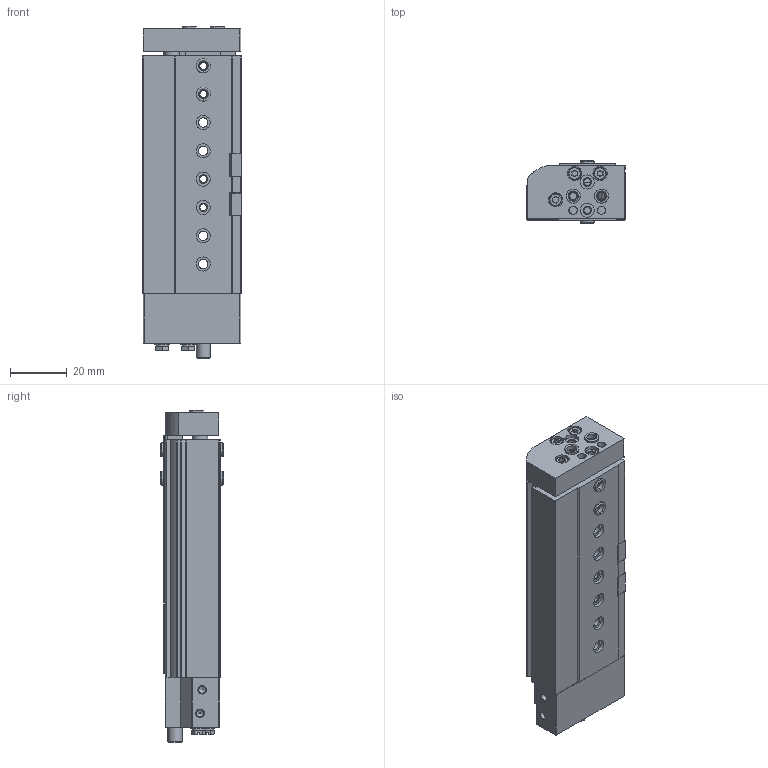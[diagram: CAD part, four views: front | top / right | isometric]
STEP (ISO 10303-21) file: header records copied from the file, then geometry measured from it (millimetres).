
FILE_DESCRIPTION(/* description */ ('STEP AP214'),/* implementation_level */ '2;1');
FILE_NAME(/* name */ '570164_DGSL-6-40-EA',/* time_stamp */ '2024-08-16T03:50:59+02:00',/* author */ ('License CC BY-ND 4.0'),/* organization */ ('CADENAS'),/* preprocessor_version */ 'ST-DEVELOPER v19.3',/* originating_system */ 'PARTsolutions',/* authorisation */ ' ');
FILE_SCHEMA (('AUTOMOTIVE_DESIGN {1 0 10303 214 3 1 1}'));
Length unit declared in the file: millimetre
Products named in the file (8): 570164 DGSL-6-40-EA---(0); DGSL-6---(40-0-0-40-zr); 1184644 DYEF-S-M5-Y1; 30979 B-M3-S9; 686783 DGSL-6-AS; 686799 DGSL-6-AS; DGSL-6---(40-0-JP); 8146543 ZBH-5-B
Assembly tree (14 placements, depth 2):
  570164 DGSL-6-40-EA---(0)
    DGSL-6---(40-0-0-40-zr)
    1184644 DYEF-S-M5-Y1  x2
    30979 B-M3-S9  x2
    686783 DGSL-6-AS
    686799 DGSL-6-AS
    DGSL-6---(40-0-JP)
    8146543 ZBH-5-B  x6
Bounding box: 35 x 21.99 x 117.3 mm (x, y, z)
Volume: 57276.4 mm3; surface area: 31761.2 mm2
Topology: 14 solids, 14 shells, 686 faces, 1685 edges, 1085 vertices
Faces by surface type: plane 351, cylinder 235, cone 77, torus 23
Full cylindrical faces by diameter (mm): 2.013 x1, 2.4 x2, 2.459 x18, 2.5 x2, 2.8 x2, 3 x8, 3.3 x4, 4 x2, 4.459 x2, 4.5 x10, 5 x26, 5.5 x4, 5.58 x2, 6 x2, 6.2 x4, 6.3 x4, 8 x2
Entity records: 17713 total; most frequent: CARTESIAN_POINT 3127, DIRECTION 3018, ORIENTED_EDGE 2654, EDGE_CURVE 1327, AXIS2_PLACEMENT_3D 1133, VERTEX_POINT 956, FACE_BOUND 873, EDGE_LOOP 866
